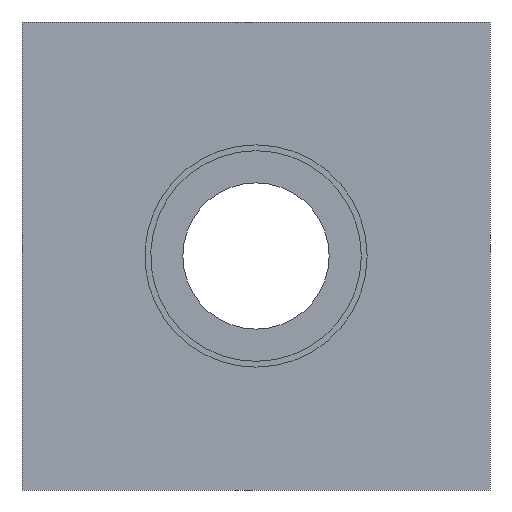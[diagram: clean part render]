
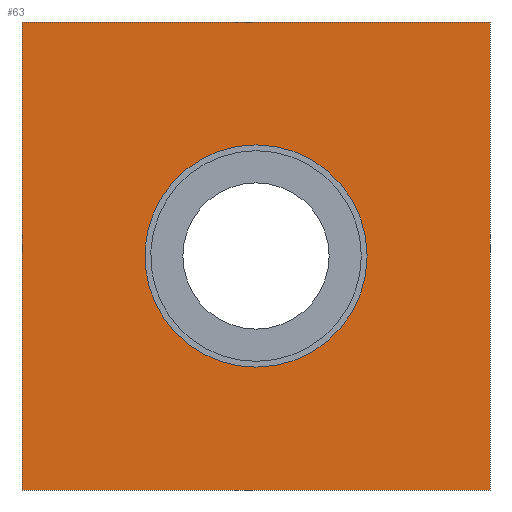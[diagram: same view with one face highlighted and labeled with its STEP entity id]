
A CAD part, left-side view. The second image highlights one B-rep face of the part: STEP entity #63.
In plain terms, the highlighted planar face has unit normal (-1, 0, 0).
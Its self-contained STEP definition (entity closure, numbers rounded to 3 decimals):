
#63=ADVANCED_FACE('',(#131,#132),#133,.F.);
#131=FACE_OUTER_BOUND('',#205,.T.);
#132=FACE_BOUND('',#206,.T.);
#133=PLANE('',#207);
#205=EDGE_LOOP('',(#326,#327,#328,#329));
#206=EDGE_LOOP('',(#330,#331,#332));
#207=AXIS2_PLACEMENT_3D('',#333,#334,#335);
#326=ORIENTED_EDGE('',*,*,#456,.T.);
#327=ORIENTED_EDGE('',*,*,#469,.T.);
#328=ORIENTED_EDGE('',*,*,#466,.T.);
#329=ORIENTED_EDGE('',*,*,#463,.T.);
#330=ORIENTED_EDGE('',*,*,#436,.T.);
#331=ORIENTED_EDGE('',*,*,#470,.T.);
#332=ORIENTED_EDGE('',*,*,#437,.T.);
#333=CARTESIAN_POINT('',(0.0,0.0,0.0));
#334=DIRECTION('',(1.0,0.0,0.));
#335=DIRECTION('',(0.0,1.0,0.0));
#436=EDGE_CURVE('',#518,#516,#519,.T.);
#437=EDGE_CURVE('',#510,#518,#520,.T.);
#456=EDGE_CURVE('',#549,#553,#555,.T.);
#463=EDGE_CURVE('',#564,#549,#565,.T.);
#466=EDGE_CURVE('',#568,#564,#569,.T.);
#469=EDGE_CURVE('',#553,#568,#572,.T.);
#470=EDGE_CURVE('',#516,#510,#573,.T.);
#510=VERTEX_POINT('',#617);
#516=VERTEX_POINT('',#624);
#518=VERTEX_POINT('',#627);
#519=CIRCLE('',#628,9.5);
#520=CIRCLE('',#629,9.5);
#549=VERTEX_POINT('',#662);
#553=VERTEX_POINT('',#668);
#555=LINE('',#671,#672);
#564=VERTEX_POINT('',#684);
#565=LINE('',#685,#686);
#568=VERTEX_POINT('',#690);
#569=LINE('',#691,#692);
#572=LINE('',#696,#697);
#573=CIRCLE('',#698,9.5);
#617=CARTESIAN_POINT('',(0.,0.,-9.5));
#624=CARTESIAN_POINT('',(0.,0.,9.5));
#627=CARTESIAN_POINT('',(0.0,9.447,-1.0));
#628=AXIS2_PLACEMENT_3D('',#742,#743,#744);
#629=AXIS2_PLACEMENT_3D('',#745,#746,#747);
#662=CARTESIAN_POINT('',(0.,-20.0,-20.0));
#668=CARTESIAN_POINT('',(0.,-20.0,20.0));
#671=CARTESIAN_POINT('',(0.0,-20.0,0.));
#672=VECTOR('',#779,40.0);
#684=CARTESIAN_POINT('',(0.0,20.0,-20.0));
#685=CARTESIAN_POINT('',(0.,0.0,-20.0));
#686=VECTOR('',#786,40.0);
#690=CARTESIAN_POINT('',(0.0,20.0,20.0));
#691=CARTESIAN_POINT('',(0.0,20.0,0.));
#692=VECTOR('',#788,40.0);
#696=CARTESIAN_POINT('',(0.,0.0,20.0));
#697=VECTOR('',#790,40.0);
#698=AXIS2_PLACEMENT_3D('',#791,#792,#793);
#742=CARTESIAN_POINT('',(0.0,0.0,0.0));
#743=DIRECTION('',(1.0,0.,0.));
#744=DIRECTION('',(0.,0.994,-0.105));
#745=CARTESIAN_POINT('',(0.0,0.0,0.0));
#746=DIRECTION('',(1.0,0.,0.));
#747=DIRECTION('',(0.,0.994,-0.105));
#779=DIRECTION('',(0.,0.,1.0));
#786=DIRECTION('',(0.0,-1.0,0.0));
#788=DIRECTION('',(0.,0.,-1.0));
#790=DIRECTION('',(0.0,1.0,0.0));
#791=CARTESIAN_POINT('',(0.0,0.0,0.0));
#792=DIRECTION('',(1.0,0.,0.));
#793=DIRECTION('',(0.,0.994,-0.105));
